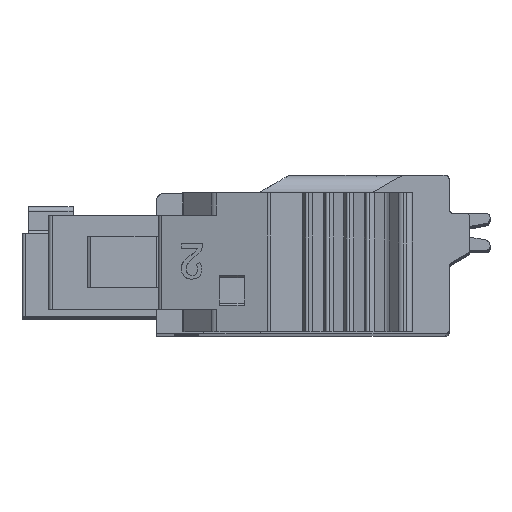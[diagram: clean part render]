
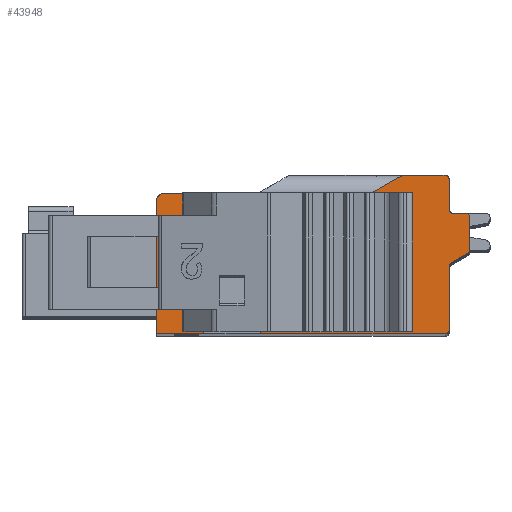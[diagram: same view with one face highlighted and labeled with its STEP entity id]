
A CAD part, top view. The second image highlights one B-rep face of the part: STEP entity #43948.
In plain terms, the highlighted planar face has unit normal (0, 0, 1).
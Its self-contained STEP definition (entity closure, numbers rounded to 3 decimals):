
#4800=DIRECTION('',(0.,-1.,0.));
#4801=VECTOR('',#4800,6.75);
#4802=CARTESIAN_POINT('',(26.932,23.438,82.775));
#4803=LINE('',#4802,#4801);
#4804=DIRECTION('',(1.,0.,0.));
#4805=VECTOR('',#4804,2.497);
#4806=CARTESIAN_POINT('',(27.901,23.438,82.775));
#4807=LINE('',#4806,#4805);
#4808=DIRECTION('',(0.866,0.5,0.));
#4809=VECTOR('',#4808,1.8);
#4810=CARTESIAN_POINT('',(30.397,23.438,82.775));
#4811=LINE('',#4810,#4809);
#4812=DIRECTION('',(1.,0.,0.));
#4813=VECTOR('',#4812,2.1);
#4814=CARTESIAN_POINT('',(31.956,24.338,82.775));
#4815=LINE('',#4814,#4813);
#4816=CARTESIAN_POINT('',(34.056,24.138,82.775));
#4817=DIRECTION('',(0.,0.,-1.));
#4818=DIRECTION('',(0.,1.,0.));
#4819=AXIS2_PLACEMENT_3D('',#4816,#4817,#4818);
#4821=DIRECTION('',(0.,-1.,0.));
#4822=VECTOR('',#4821,1.45);
#4823=CARTESIAN_POINT('',(34.256,24.138,82.775));
#4824=LINE('',#4823,#4822);
#4825=CARTESIAN_POINT('',(34.456,22.688,82.775));
#4826=DIRECTION('',(0.,0.,1.));
#4827=DIRECTION('',(-1.,0.,0.));
#4828=AXIS2_PLACEMENT_3D('',#4825,#4826,#4827);
#4830=DIRECTION('',(1.,0.,0.));
#4831=VECTOR('',#4830,0.6);
#4832=CARTESIAN_POINT('',(34.456,22.488,82.775));
#4833=LINE('',#4832,#4831);
#4834=CARTESIAN_POINT('',(35.056,22.288,82.775));
#4835=DIRECTION('',(0.,0.,-1.));
#4836=DIRECTION('',(0.,1.,0.));
#4837=AXIS2_PLACEMENT_3D('',#4834,#4835,#4836);
#4839=DIRECTION('',(0.,-1.,0.));
#4840=VECTOR('',#4839,1.585);
#4841=CARTESIAN_POINT('',(35.256,22.288,82.775));
#4842=LINE('',#4841,#4840);
#4843=CARTESIAN_POINT('',(35.056,20.703,82.775));
#4844=DIRECTION('',(0.,0.,-1.));
#4845=DIRECTION('',(1.,0.,0.));
#4846=AXIS2_PLACEMENT_3D('',#4843,#4844,#4845);
#4848=DIRECTION('',(-0.866,-0.5,0.));
#4849=VECTOR('',#4848,0.924);
#4850=CARTESIAN_POINT('',(35.156,20.53,82.775));
#4851=LINE('',#4850,#4849);
#4852=CARTESIAN_POINT('',(34.456,19.895,82.775));
#4853=DIRECTION('',(0.,0.,1.));
#4854=DIRECTION('',(-0.5,0.866,0.));
#4855=AXIS2_PLACEMENT_3D('',#4852,#4853,#4854);
#4857=DIRECTION('',(0.,-1.,0.));
#4858=VECTOR('',#4857,3.107);
#4859=CARTESIAN_POINT('',(34.256,19.895,82.775));
#4860=LINE('',#4859,#4858);
#4861=CARTESIAN_POINT('',(34.056,16.788,82.775));
#4862=DIRECTION('',(0.,0.,-1.));
#4863=DIRECTION('',(1.,0.,0.));
#4864=AXIS2_PLACEMENT_3D('',#4861,#4862,#4863);
#4866=DIRECTION('',(-1.,0.,0.));
#4867=VECTOR('',#4866,14.1);
#4868=CARTESIAN_POINT('',(34.056,16.588,82.775));
#4869=LINE('',#4868,#4867);
#4870=DIRECTION('',(0.,1.,0.));
#4871=VECTOR('',#4870,6.55);
#4872=CARTESIAN_POINT('',(19.956,16.588,82.775));
#4873=LINE('',#4872,#4871);
#4874=CARTESIAN_POINT('',(20.256,23.138,82.775));
#4875=DIRECTION('',(0.,0.,-1.));
#4876=DIRECTION('',(-1.,-0.001,0.));
#4877=AXIS2_PLACEMENT_3D('',#4874,#4875,#4876);
#4879=DIRECTION('',(1.,0.,0.));
#4880=VECTOR('',#4879,6.676);
#4881=CARTESIAN_POINT('',(20.256,23.438,82.775));
#4882=LINE('',#4881,#4880);
#4883=DIRECTION('',(0.,-1.,0.));
#4884=VECTOR('',#4883,5.73);
#4885=CARTESIAN_POINT('',(22.765,22.468,82.775));
#4886=LINE('',#4885,#4884);
#4887=DIRECTION('',(0.,1.,0.));
#4888=VECTOR('',#4887,5.73);
#4889=CARTESIAN_POINT('',(24.486,16.738,82.775));
#4890=LINE('',#4889,#4888);
#4899=DIRECTION('',(0.,-1.,0.));
#4900=VECTOR('',#4899,6.75);
#4901=CARTESIAN_POINT('',(27.901,23.438,82.775));
#4902=LINE('',#4901,#4900);
#5043=DIRECTION('',(-1.,0.,0.));
#5044=VECTOR('',#5043,0.968);
#5045=CARTESIAN_POINT('',(27.901,16.688,82.775));
#5046=LINE('',#5045,#5044);
#5664=DIRECTION('',(-1.,0.,0.));
#5665=VECTOR('',#5664,1.721);
#5666=CARTESIAN_POINT('',(24.486,16.738,82.775));
#5667=LINE('',#5666,#5665);
#5680=DIRECTION('',(1.,0.,0.));
#5681=VECTOR('',#5680,1.721);
#5682=CARTESIAN_POINT('',(22.765,22.468,82.775));
#5683=LINE('',#5682,#5681);
#29661=CARTESIAN_POINT('',(34.256,19.895,82.775));
#29662=CARTESIAN_POINT('',(34.256,16.788,82.775));
#29663=VERTEX_POINT('',#29661);
#29664=VERTEX_POINT('',#29662);
#29980=CARTESIAN_POINT('',(34.056,16.588,82.775));
#29981=VERTEX_POINT('',#29980);
#29986=CARTESIAN_POINT('',(19.956,16.588,82.775));
#29987=VERTEX_POINT('',#29986);
#30384=CARTESIAN_POINT('',(30.397,23.438,82.775));
#30385=VERTEX_POINT('',#30384);
#30386=CARTESIAN_POINT('',(27.901,23.438,82.775));
#30387=VERTEX_POINT('',#30386);
#30394=CARTESIAN_POINT('',(26.932,23.438,82.775));
#30395=VERTEX_POINT('',#30394);
#30396=CARTESIAN_POINT('',(20.256,23.438,82.775));
#30397=VERTEX_POINT('',#30396);
#30580=CARTESIAN_POINT('',(34.056,24.338,82.775));
#30581=VERTEX_POINT('',#30580);
#30582=CARTESIAN_POINT('',(31.956,24.338,82.775));
#30583=VERTEX_POINT('',#30582);
#31076=CARTESIAN_POINT('',(34.256,24.138,82.775));
#31077=VERTEX_POINT('',#31076);
#31100=CARTESIAN_POINT('',(34.256,22.688,82.775));
#31101=VERTEX_POINT('',#31100);
#31548=CARTESIAN_POINT('',(34.356,20.068,82.775));
#31549=VERTEX_POINT('',#31548);
#31550=CARTESIAN_POINT('',(35.156,20.53,82.775));
#31551=VERTEX_POINT('',#31550);
#31552=CARTESIAN_POINT('',(26.932,16.688,82.775));
#31553=VERTEX_POINT('',#31552);
#31554=CARTESIAN_POINT('',(27.901,16.688,82.775));
#31555=VERTEX_POINT('',#31554);
#31556=CARTESIAN_POINT('',(34.456,22.488,82.775));
#31557=VERTEX_POINT('',#31556);
#31558=CARTESIAN_POINT('',(35.056,22.488,82.775));
#31559=VERTEX_POINT('',#31558);
#31560=CARTESIAN_POINT('',(35.256,22.288,82.775));
#31561=VERTEX_POINT('',#31560);
#31562=CARTESIAN_POINT('',(35.256,20.703,82.775));
#31563=VERTEX_POINT('',#31562);
#31564=CARTESIAN_POINT('',(19.956,23.138,82.775));
#31565=VERTEX_POINT('',#31564);
#31566=CARTESIAN_POINT('',(22.765,22.468,82.775));
#31567=CARTESIAN_POINT('',(22.765,16.738,82.775));
#31568=VERTEX_POINT('',#31566);
#31569=VERTEX_POINT('',#31567);
#31570=CARTESIAN_POINT('',(24.486,16.738,82.775));
#31571=VERTEX_POINT('',#31570);
#31572=CARTESIAN_POINT('',(24.486,22.468,82.775));
#31573=VERTEX_POINT('',#31572);
#43898=CARTESIAN_POINT('',(26.228,21.108,82.775));
#43899=DIRECTION('',(0.,0.,1.));
#43900=DIRECTION('',(1.,0.,0.));
#43901=AXIS2_PLACEMENT_3D('',#43898,#43899,#43900);
#43902=PLANE('',#43901);
#43904=ORIENTED_EDGE('',*,*,#43903,.T.);
#43906=ORIENTED_EDGE('',*,*,#43905,.F.);
#43908=ORIENTED_EDGE('',*,*,#43907,.F.);
#43909=ORIENTED_EDGE('',*,*,#42418,.T.);
#43911=ORIENTED_EDGE('',*,*,#43910,.T.);
#43912=ORIENTED_EDGE('',*,*,#42642,.T.);
#43913=ORIENTED_EDGE('',*,*,#43234,.T.);
#43914=ORIENTED_EDGE('',*,*,#43268,.T.);
#43916=ORIENTED_EDGE('',*,*,#43915,.T.);
#43918=ORIENTED_EDGE('',*,*,#43917,.T.);
#43920=ORIENTED_EDGE('',*,*,#43919,.T.);
#43922=ORIENTED_EDGE('',*,*,#43921,.T.);
#43924=ORIENTED_EDGE('',*,*,#43923,.T.);
#43925=ORIENTED_EDGE('',*,*,#43890,.T.);
#43926=ORIENTED_EDGE('',*,*,#43879,.T.);
#43927=ORIENTED_EDGE('',*,*,#38182,.T.);
#43928=ORIENTED_EDGE('',*,*,#42321,.T.);
#43930=ORIENTED_EDGE('',*,*,#43929,.T.);
#43932=ORIENTED_EDGE('',*,*,#43931,.T.);
#43934=ORIENTED_EDGE('',*,*,#43933,.T.);
#43935=ORIENTED_EDGE('',*,*,#42428,.T.);
#43936=EDGE_LOOP('',(#43904,#43906,#43908,#43909,#43911,#43912,#43913,#43914,
#43916,#43918,#43920,#43922,#43924,#43925,#43926,#43927,#43928,#43930,#43932,
#43934,#43935));
#43937=FACE_OUTER_BOUND('',#43936,.F.);
#43939=ORIENTED_EDGE('',*,*,#43938,.T.);
#43941=ORIENTED_EDGE('',*,*,#43940,.F.);
#43943=ORIENTED_EDGE('',*,*,#43942,.T.);
#43945=ORIENTED_EDGE('',*,*,#43944,.F.);
#43946=EDGE_LOOP('',(#43939,#43941,#43943,#43945));
#43947=FACE_BOUND('',#43946,.F.);
#4820=CIRCLE('',#4819,0.2);
#4829=CIRCLE('',#4828,0.2);
#4838=CIRCLE('',#4837,0.2);
#4847=CIRCLE('',#4846,0.2);
#4856=CIRCLE('',#4855,0.2);
#4865=CIRCLE('',#4864,0.2);
#4878=CIRCLE('',#4877,0.3);
#38182=EDGE_CURVE('',#29663,#29664,#4860,.T.);
#42321=EDGE_CURVE('',#29664,#29981,#4865,.T.);
#42418=EDGE_CURVE('',#30387,#30385,#4807,.T.);
#42428=EDGE_CURVE('',#30397,#30395,#4882,.T.);
#42642=EDGE_CURVE('',#30583,#30581,#4815,.T.);
#43234=EDGE_CURVE('',#30581,#31077,#4820,.T.);
#43268=EDGE_CURVE('',#31077,#31101,#4824,.T.);
#43879=EDGE_CURVE('',#31549,#29663,#4856,.T.);
#43890=EDGE_CURVE('',#31551,#31549,#4851,.T.);
#43903=EDGE_CURVE('',#30395,#31553,#4803,.T.);
#43905=EDGE_CURVE('',#31555,#31553,#5046,.T.);
#43907=EDGE_CURVE('',#30387,#31555,#4902,.T.);
#43910=EDGE_CURVE('',#30385,#30583,#4811,.T.);
#43915=EDGE_CURVE('',#31101,#31557,#4829,.T.);
#43917=EDGE_CURVE('',#31557,#31559,#4833,.T.);
#43919=EDGE_CURVE('',#31559,#31561,#4838,.T.);
#43921=EDGE_CURVE('',#31561,#31563,#4842,.T.);
#43923=EDGE_CURVE('',#31563,#31551,#4847,.T.);
#43929=EDGE_CURVE('',#29981,#29987,#4869,.T.);
#43931=EDGE_CURVE('',#29987,#31565,#4873,.T.);
#43933=EDGE_CURVE('',#31565,#30397,#4878,.T.);
#43938=EDGE_CURVE('',#31568,#31569,#4886,.T.);
#43940=EDGE_CURVE('',#31571,#31569,#5667,.T.);
#43942=EDGE_CURVE('',#31571,#31573,#4890,.T.);
#43944=EDGE_CURVE('',#31568,#31573,#5683,.T.);
#43948=ADVANCED_FACE('',(#43937,#43947),#43902,.T.);
